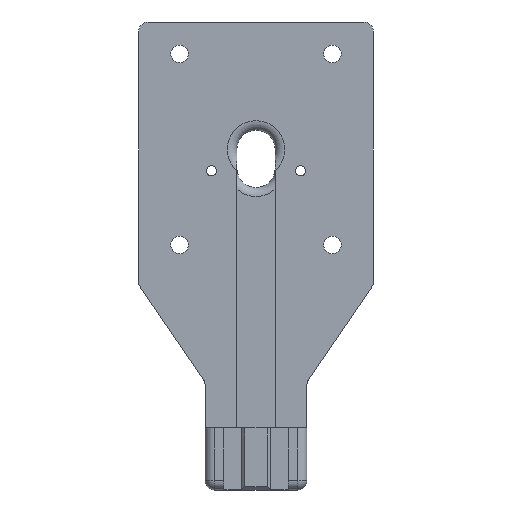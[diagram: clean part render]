
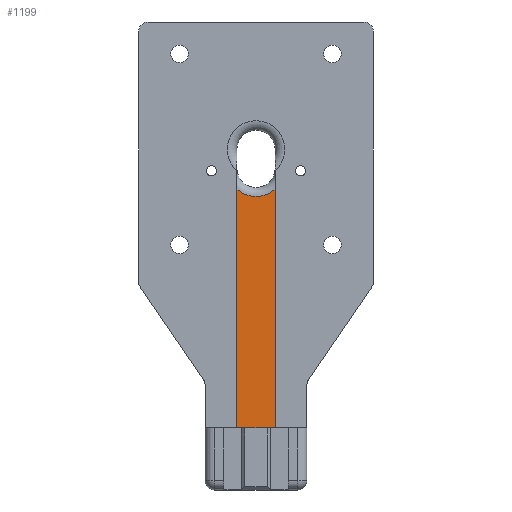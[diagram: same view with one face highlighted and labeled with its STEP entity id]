
A CAD part, top view. The second image highlights one B-rep face of the part: STEP entity #1199.
In plain terms, the highlighted planar face has unit normal (0, 0, 1).
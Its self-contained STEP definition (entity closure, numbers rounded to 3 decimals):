
#88=LINE('',#1850,#176);
#90=LINE('',#1884,#178);
#91=LINE('',#1885,#179);
#176=VECTOR('',#1444,10.);
#178=VECTOR('',#1454,10.);
#179=VECTOR('',#1455,10.);
#263=PLANE('',#1292);
#292=FACE_OUTER_BOUND('',#367,.T.);
#367=EDGE_LOOP('',(#850,#851,#852,#853));
#464=CIRCLE('',#1290,8.828);
#553=VERTEX_POINT('',#1847);
#554=VERTEX_POINT('',#1849);
#556=VERTEX_POINT('',#1866);
#558=VERTEX_POINT('',#1883);
#664=EDGE_CURVE('',#554,#553,#88,.T.);
#667=EDGE_CURVE('',#554,#556,#464,.T.);
#670=EDGE_CURVE('',#558,#553,#90,.T.);
#671=EDGE_CURVE('',#558,#556,#91,.T.);
#850=ORIENTED_EDGE('',*,*,#667,.F.);
#851=ORIENTED_EDGE('',*,*,#664,.T.);
#852=ORIENTED_EDGE('',*,*,#670,.F.);
#853=ORIENTED_EDGE('',*,*,#671,.T.);
#1199=ADVANCED_FACE('',(#292),#263,.T.);
#1290=AXIS2_PLACEMENT_3D('',#1867,#1448,#1449);
#1292=AXIS2_PLACEMENT_3D('',#1882,#1452,#1453);
#1444=DIRECTION('',(0.,-1.,0.));
#1448=DIRECTION('center_axis',(0.,0.,1.));
#1449=DIRECTION('ref_axis',(0.,1.,0.));
#1452=DIRECTION('center_axis',(0.,0.,1.));
#1453=DIRECTION('ref_axis',(1.,0.,0.));
#1454=DIRECTION('',(-1.,0.,0.));
#1455=DIRECTION('',(0.,1.,0.));
#1847=CARTESIAN_POINT('',(-6.,-54.,-28.));
#1849=CARTESIAN_POINT('',(-6.,21.024,-28.));
#1850=CARTESIAN_POINT('',(-6.,33.5,-28.));
#1866=CARTESIAN_POINT('',(6.,21.024,-28.));
#1867=CARTESIAN_POINT('Origin',(0.,27.5,-28.));
#1882=CARTESIAN_POINT('Origin',(0.,-10.25,-28.));
#1883=CARTESIAN_POINT('',(6.,-54.,-28.));
#1884=CARTESIAN_POINT('',(-5.,-54.,-28.));
#1885=CARTESIAN_POINT('',(6.,33.5,-28.));
